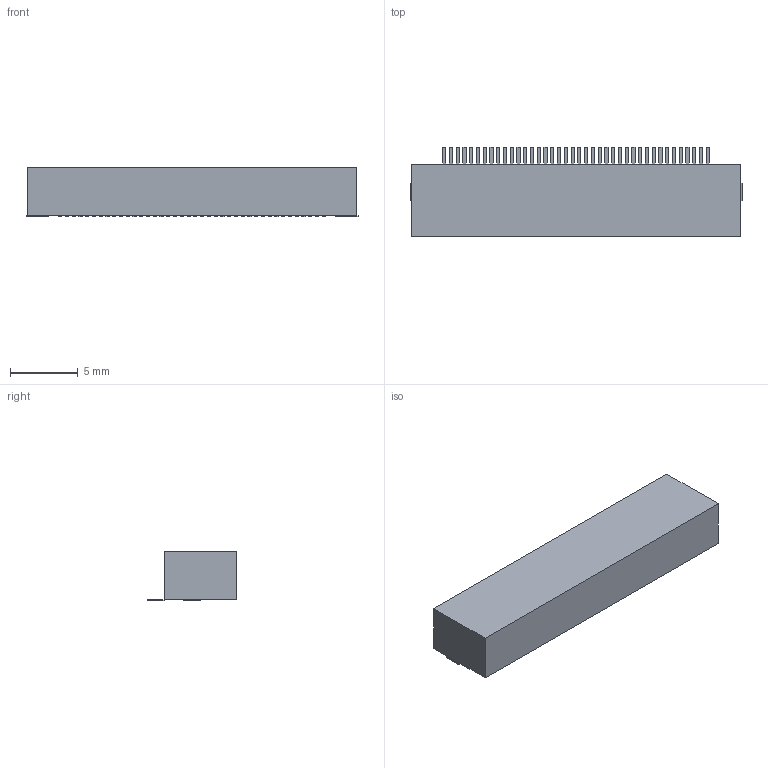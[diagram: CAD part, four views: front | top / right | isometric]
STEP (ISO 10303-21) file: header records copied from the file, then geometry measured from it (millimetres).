
FILE_DESCRIPTION(('FreeCAD Model'),'2;1');
FILE_NAME('2404738.1.1.stp','2020-04-11T01:52:44',( 'Author'),(''),'Open CASCADE STEP processor 6.9','FreeCAD','Unknown' );
FILE_SCHEMA(('AUTOMOTIVE_DESIGN { 1 0 10303 214 1 1 1 1 }'));
Length unit declared in the file: millimetre
Products named in the file (3): ASSEMBLY; Body; Pins
Assembly tree (2 placements, depth 2):
  ASSEMBLY
    Body
    Pins
Bounding box: 24.58 x 6.62 x 3.7 mm (x, y, z)
Volume: 471.6 mm3; surface area: 520.7 mm2
Topology: 43 solids, 43 shells, 258 faces, 516 edges, 344 vertices
Faces by surface type: plane 258
Entity records: 13601 total; most frequent: CARTESIAN_POINT 2153, DIRECTION 2070, LINE 1548, VECTOR 1548, ORIENTED_EDGE 1032, PCURVE 1032, DEFINITIONAL_REPRESENTATION 1032, EDGE_CURVE 516
